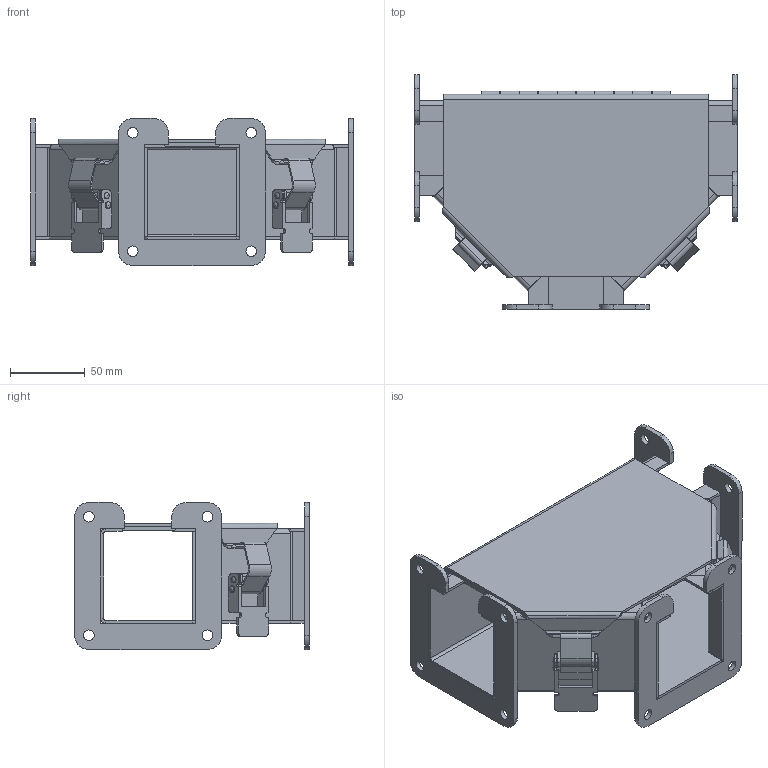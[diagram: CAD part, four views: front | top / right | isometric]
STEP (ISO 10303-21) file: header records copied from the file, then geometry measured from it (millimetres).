
FILE_DESCRIPTION(/* description */ ('LJW, WW-FITTING, TEE, BACK-BOTTOM, CS, 2.5X2.5'),/* implementation_level */ '2;1');
FILE_NAME(/* name */ 'LJWT2A.stp',/* time_stamp */ '2017-02-09T09:38:00+05:00',/* author */ ('mgunasekar'),/* organization */ (''),/* preprocessor_version */ 'ST-DEVELOPER v16.1',/* originating_system */ 'Autodesk Inventor 2016',/* authorisation */ '');
FILE_SCHEMA (('AUTOMOTIVE_DESIGN { 1 0 10303 214 3 1 1 }'));
Length unit declared in the file: inch
Products named in the file (17): LJWT2ABB; LJWT2APOST; LJWT2AP; LJWTAB; 328120LH; 328120P; 328120TH; 328120; PART1; PART2; PART3; PART4; PART5; 35011; LJWT2ASTRIPGSKT; LJW2RINGP; LJWT2A
Assembly tree (23 placements, depth 3):
  LJWT2A
    LJWT2ABB
    LJWT2APOST  x2
    LJWT2AP
    LJWTAB  x4
    328120
      328120LH
      328120P
      328120TH
    35011  x2
      PART1
      PART2
      PART3
      PART4
      PART5
    LJWT2ASTRIPGSKT
    LJW2RINGP  x3
Bounding box: 215.9 x 157.16 x 98.42 mm (x, y, z)
Volume: 231994.7 mm3; surface area: 243740.9 mm2
Topology: 25 solids, 25 shells, 525 faces, 1337 edges, 862 vertices
Faces by surface type: plane 350, cylinder 159, bspline 16
Full cylindrical faces by diameter (mm): 2.54 x1, 2.957 x10, 3.454 x4, 3.946 x12, 4.286 x8, 7.144 x12
Entity records: 10436 total; most frequent: CARTESIAN_POINT 2059, DIRECTION 1628, ORIENTED_EDGE 1560, EDGE_CURVE 780, LINE 590, VECTOR 590, AXIS2_PLACEMENT_3D 519, VERTEX_POINT 518
